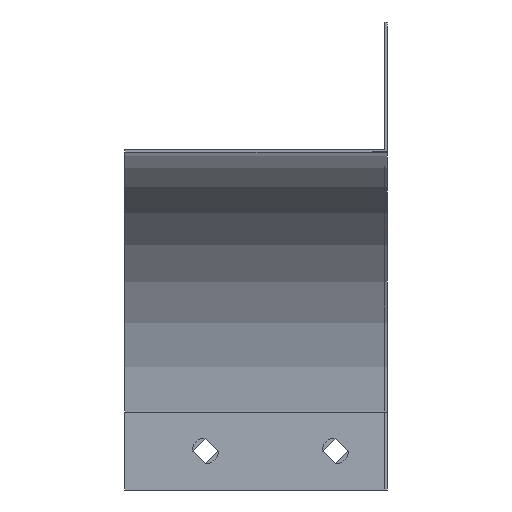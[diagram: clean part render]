
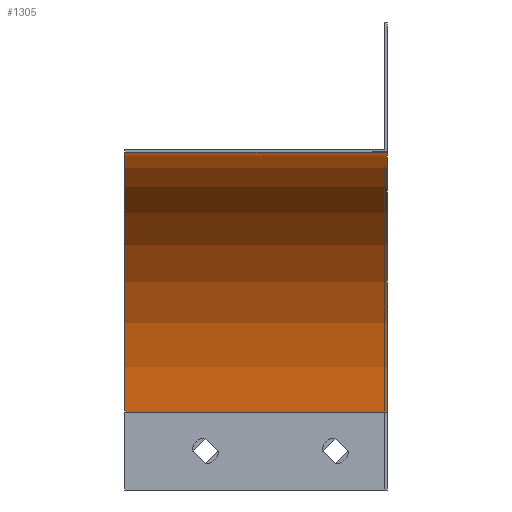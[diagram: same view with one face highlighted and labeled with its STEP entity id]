
A CAD part, left-side view. The second image highlights one B-rep face of the part: STEP entity #1305.
In plain terms, the highlighted cylindrical face has radius 100 mm (diameter 200 mm), a partial arc.
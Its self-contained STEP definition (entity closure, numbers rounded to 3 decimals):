
#91 = AXIS2_PLACEMENT_3D ( 'NONE', #927, #926, #924 ) ;
#164 = AXIS2_PLACEMENT_3D ( 'NONE', #1769, #1770, #1771 ) ;
#165 = AXIS2_PLACEMENT_3D ( 'NONE', #1713, #1714, #1715 ) ;
#217 = EDGE_CURVE ( 'NONE', #1084, #1112, #1366, .T. ) ;
#219 = EDGE_CURVE ( 'NONE', #1112, #1079, #1370, .T. ) ;
#220 = EDGE_CURVE ( 'NONE', #1077, #1079, #1372, .T. ) ;
#221 = EDGE_CURVE ( 'NONE', #1077, #1084, #1368, .T. ) ;
#470 = EDGE_LOOP ( 'NONE', ( #1202, #1203, #1204, #1205 ) ) ;
#758 = CARTESIAN_POINT ( 'NONE',  ( -350., 101., -50. ) ) ;
#760 = CARTESIAN_POINT ( 'NONE',  ( -350., 0., -50. ) ) ;
#765 = CARTESIAN_POINT ( 'NONE',  ( -250., 101., -150. ) ) ;
#793 = CARTESIAN_POINT ( 'NONE',  ( -250., 0., -150. ) ) ;
#924 = DIRECTION ( 'NONE',  ( 0., 0., -1. ) ) ;
#926 = DIRECTION ( 'NONE',  ( 0., -1., 0. ) ) ;
#927 = CARTESIAN_POINT ( 'NONE',  ( -350., 1., -150. ) ) ;
#1077 = VERTEX_POINT ( 'NONE', #758 ) ;
#1079 = VERTEX_POINT ( 'NONE', #760 ) ;
#1084 = VERTEX_POINT ( 'NONE', #765 ) ;
#1112 = VERTEX_POINT ( 'NONE', #793 ) ;
#1202 = ORIENTED_EDGE ( 'NONE', *, *, #219, .T. ) ;
#1203 = ORIENTED_EDGE ( 'NONE', *, *, #220, .F. ) ;
#1204 = ORIENTED_EDGE ( 'NONE', *, *, #221, .T. ) ;
#1205 = ORIENTED_EDGE ( 'NONE', *, *, #217, .T. ) ;
#1305 = ADVANCED_FACE ( 'NONE', ( #1567 ), #1572, .F. ) ;
#1366 = LINE ( 'NONE', #1719, #1369 ) ;
#1368 = CIRCLE ( 'NONE', #164, 100. ) ;
#1369 = VECTOR ( 'NONE', #1628, 1000. ) ;
#1370 = CIRCLE ( 'NONE', #165, 100. ) ;
#1372 = LINE ( 'NONE', #1629, #1374 ) ;
#1374 = VECTOR ( 'NONE', #1723, 1000. ) ;
#1567 = FACE_OUTER_BOUND ( 'NONE', #470, .T. ) ;
#1572 = CYLINDRICAL_SURFACE ( 'NONE', #91, 100. ) ;
#1628 = DIRECTION ( 'NONE',  ( 0., -1., 0. ) ) ;
#1629 = CARTESIAN_POINT ( 'NONE',  ( -350., 1., -50. ) ) ;
#1713 = CARTESIAN_POINT ( 'NONE',  ( -350., 0., -150. ) ) ;
#1714 = DIRECTION ( 'NONE',  ( 0., -1., 0. ) ) ;
#1715 = DIRECTION ( 'NONE',  ( 0., 0., -1. ) ) ;
#1719 = CARTESIAN_POINT ( 'NONE',  ( -250., 1., -150. ) ) ;
#1723 = DIRECTION ( 'NONE',  ( 0., -1., 0. ) ) ;
#1769 = CARTESIAN_POINT ( 'NONE',  ( -350., 101., -150. ) ) ;
#1770 = DIRECTION ( 'NONE',  ( 0., 1., 0. ) ) ;
#1771 = DIRECTION ( 'NONE',  ( 0., 0., 1. ) ) ;
